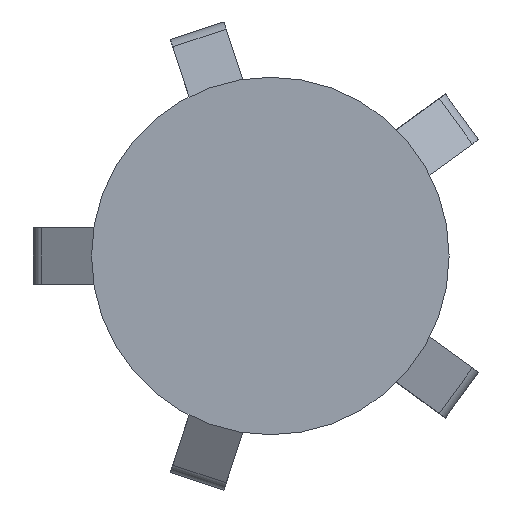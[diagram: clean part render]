
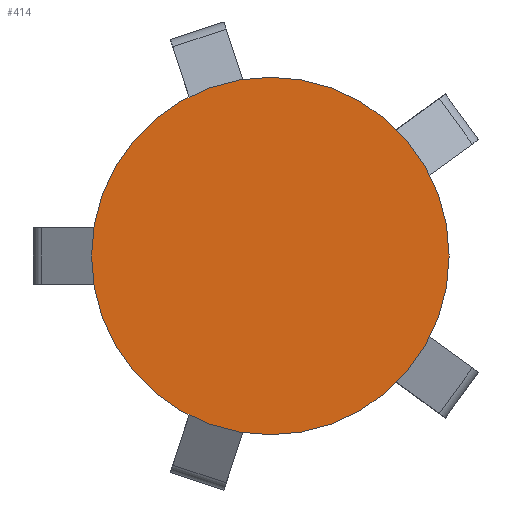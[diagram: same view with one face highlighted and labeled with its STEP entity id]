
A CAD part, front view. The second image highlights one B-rep face of the part: STEP entity #414.
In plain terms, the highlighted planar face has unit normal (0, -1, 0).
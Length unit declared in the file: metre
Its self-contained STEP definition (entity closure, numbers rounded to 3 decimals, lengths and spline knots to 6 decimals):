
#414 = ADVANCED_FACE( '', ( #805 ), #806, .F. );
#805 = FACE_OUTER_BOUND( '', #1211, .T. );
#806 = PLANE( '', #1212 );
#1211 = EDGE_LOOP( '', ( #2591 ) );
#1212 = AXIS2_PLACEMENT_3D( '', #2592, #2593, #2594 );
#2591 = ORIENTED_EDGE( '', *, *, #3046, .F. );
#2592 = CARTESIAN_POINT( '', ( 0., -0.108, 0. ) );
#2593 = DIRECTION( '', ( 0., 1., 0. ) );
#2594 = DIRECTION( '', ( 0., 0., 1. ) );
#3046 = EDGE_CURVE( '', #3728, #3728, #3729, .T. );
#3728 = VERTEX_POINT( '', #4658 );
#3729 = CIRCLE( '', #4659, 0.0951 );
#4658 = CARTESIAN_POINT( '', ( 0., -0.108, 0.0951 ) );
#4659 = AXIS2_PLACEMENT_3D( '', #5430, #5431, #5432 );
#5430 = CARTESIAN_POINT( '', ( 0., -0.108, 0. ) );
#5431 = DIRECTION( '', ( 0., 1., 0. ) );
#5432 = DIRECTION( '', ( 0., 0., 1. ) );
